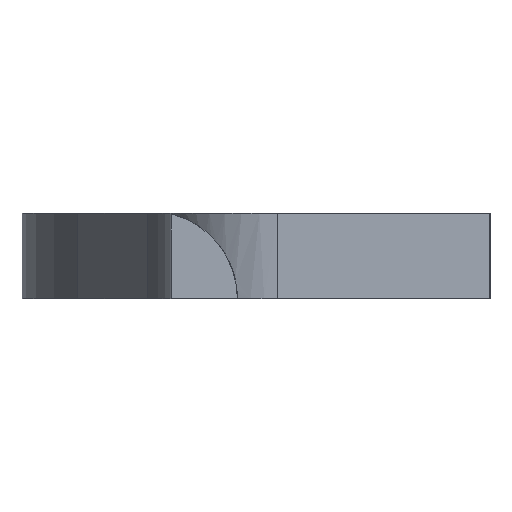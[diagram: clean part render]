
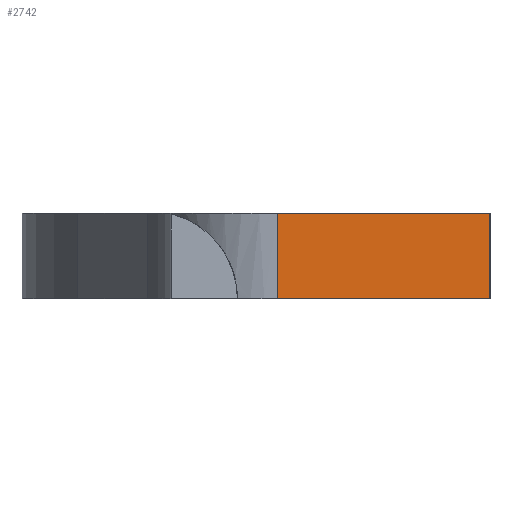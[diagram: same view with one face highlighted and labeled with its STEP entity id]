
A CAD part, left-side view. The second image highlights one B-rep face of the part: STEP entity #2742.
In plain terms, the highlighted planar face has unit normal (-1, 0, 0).
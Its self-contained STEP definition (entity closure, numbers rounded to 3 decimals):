
#44 = PLANE('',#45);
#45 = AXIS2_PLACEMENT_3D('',#46,#47,#48);
#46 = CARTESIAN_POINT('',(0.,-65.022,10.));
#47 = DIRECTION('',(0.,0.,1.));
#48 = DIRECTION('',(1.,0.,0.));
#100 = PLANE('',#101);
#101 = AXIS2_PLACEMENT_3D('',#102,#103,#104);
#102 = CARTESIAN_POINT('',(0.,-65.022,14.));
#103 = DIRECTION('',(0.,0.,1.));
#104 = DIRECTION('',(1.,0.,0.));
#128 = CYLINDRICAL_SURFACE('',#129,5.);
#129 = AXIS2_PLACEMENT_3D('',#130,#131,#132);
#130 = CARTESIAN_POINT('',(-32.2,-66.,10.));
#131 = DIRECTION('',(-0.,-0.,-1.));
#132 = DIRECTION('',(1.,0.,0.));
#263 = VERTEX_POINT('',#264);
#264 = CARTESIAN_POINT('',(-37.2,-66.,10.));
#286 = EDGE_CURVE('',#263,#287,#289,.T.);
#287 = VERTEX_POINT('',#288);
#288 = CARTESIAN_POINT('',(-37.2,-75.943,10.));
#289 = SURFACE_CURVE('',#290,(#294,#301),.PCURVE_S1.);
#290 = LINE('',#291,#292);
#291 = CARTESIAN_POINT('',(-37.2,-66.,10.));
#292 = VECTOR('',#293,1.);
#293 = DIRECTION('',(0.,-1.,0.));
#294 = PCURVE('',#44,#295);
#295 = DEFINITIONAL_REPRESENTATION('',(#296),#300);
#296 = LINE('',#297,#298);
#297 = CARTESIAN_POINT('',(-37.2,-0.978));
#298 = VECTOR('',#299,1.);
#299 = DIRECTION('',(0.,-1.));
#300 = ( GEOMETRIC_REPRESENTATION_CONTEXT(2) 
PARAMETRIC_REPRESENTATION_CONTEXT() REPRESENTATION_CONTEXT('2D SPACE',''
  ) );
#301 = PCURVE('',#302,#307);
#302 = PLANE('',#303);
#303 = AXIS2_PLACEMENT_3D('',#304,#305,#306);
#304 = CARTESIAN_POINT('',(-37.2,-66.,10.));
#305 = DIRECTION('',(1.,0.,0.));
#306 = DIRECTION('',(0.,-1.,0.));
#307 = DEFINITIONAL_REPRESENTATION('',(#308),#312);
#308 = LINE('',#309,#310);
#309 = CARTESIAN_POINT('',(0.,0.));
#310 = VECTOR('',#311,1.);
#311 = DIRECTION('',(1.,0.));
#312 = ( GEOMETRIC_REPRESENTATION_CONTEXT(2) 
PARAMETRIC_REPRESENTATION_CONTEXT() REPRESENTATION_CONTEXT('2D SPACE',''
  ) );
#330 = PLANE('',#331);
#331 = AXIS2_PLACEMENT_3D('',#332,#333,#334);
#332 = CARTESIAN_POINT('',(-37.2,-75.943,10.));
#333 = DIRECTION('',(0.,1.,0.));
#334 = DIRECTION('',(1.,0.,0.));
#1106 = VERTEX_POINT('',#1107);
#1107 = CARTESIAN_POINT('',(-37.2,-66.,14.));
#1129 = EDGE_CURVE('',#263,#1106,#1130,.T.);
#1130 = SURFACE_CURVE('',#1131,(#1135,#1142),.PCURVE_S1.);
#1131 = LINE('',#1132,#1133);
#1132 = CARTESIAN_POINT('',(-37.2,-66.,10.));
#1133 = VECTOR('',#1134,1.);
#1134 = DIRECTION('',(0.,0.,1.));
#1135 = PCURVE('',#128,#1136);
#1136 = DEFINITIONAL_REPRESENTATION('',(#1137),#1141);
#1137 = LINE('',#1138,#1139);
#1138 = CARTESIAN_POINT('',(-3.142,0.));
#1139 = VECTOR('',#1140,1.);
#1140 = DIRECTION('',(-0.,-1.));
#1141 = ( GEOMETRIC_REPRESENTATION_CONTEXT(2) 
PARAMETRIC_REPRESENTATION_CONTEXT() REPRESENTATION_CONTEXT('2D SPACE',''
  ) );
#1142 = PCURVE('',#302,#1143);
#1143 = DEFINITIONAL_REPRESENTATION('',(#1144),#1148);
#1144 = LINE('',#1145,#1146);
#1145 = CARTESIAN_POINT('',(0.,0.));
#1146 = VECTOR('',#1147,1.);
#1147 = DIRECTION('',(0.,-1.));
#1148 = ( GEOMETRIC_REPRESENTATION_CONTEXT(2) 
PARAMETRIC_REPRESENTATION_CONTEXT() REPRESENTATION_CONTEXT('2D SPACE',''
  ) );
#1156 = EDGE_CURVE('',#1106,#1157,#1159,.T.);
#1157 = VERTEX_POINT('',#1158);
#1158 = CARTESIAN_POINT('',(-37.2,-75.943,14.));
#1159 = SURFACE_CURVE('',#1160,(#1164,#1171),.PCURVE_S1.);
#1160 = LINE('',#1161,#1162);
#1161 = CARTESIAN_POINT('',(-37.2,-66.,14.));
#1162 = VECTOR('',#1163,1.);
#1163 = DIRECTION('',(0.,-1.,0.));
#1164 = PCURVE('',#100,#1165);
#1165 = DEFINITIONAL_REPRESENTATION('',(#1166),#1170);
#1166 = LINE('',#1167,#1168);
#1167 = CARTESIAN_POINT('',(-37.2,-0.978));
#1168 = VECTOR('',#1169,1.);
#1169 = DIRECTION('',(0.,-1.));
#1170 = ( GEOMETRIC_REPRESENTATION_CONTEXT(2) 
PARAMETRIC_REPRESENTATION_CONTEXT() REPRESENTATION_CONTEXT('2D SPACE',''
  ) );
#1171 = PCURVE('',#302,#1172);
#1172 = DEFINITIONAL_REPRESENTATION('',(#1173),#1177);
#1173 = LINE('',#1174,#1175);
#1174 = CARTESIAN_POINT('',(0.,-4.));
#1175 = VECTOR('',#1176,1.);
#1176 = DIRECTION('',(1.,0.));
#1177 = ( GEOMETRIC_REPRESENTATION_CONTEXT(2) 
PARAMETRIC_REPRESENTATION_CONTEXT() REPRESENTATION_CONTEXT('2D SPACE',''
  ) );
#2719 = EDGE_CURVE('',#287,#1157,#2720,.T.);
#2720 = SURFACE_CURVE('',#2721,(#2725,#2732),.PCURVE_S1.);
#2721 = LINE('',#2722,#2723);
#2722 = CARTESIAN_POINT('',(-37.2,-75.943,10.));
#2723 = VECTOR('',#2724,1.);
#2724 = DIRECTION('',(0.,0.,1.));
#2725 = PCURVE('',#330,#2726);
#2726 = DEFINITIONAL_REPRESENTATION('',(#2727),#2731);
#2727 = LINE('',#2728,#2729);
#2728 = CARTESIAN_POINT('',(0.,0.));
#2729 = VECTOR('',#2730,1.);
#2730 = DIRECTION('',(0.,-1.));
#2731 = ( GEOMETRIC_REPRESENTATION_CONTEXT(2) 
PARAMETRIC_REPRESENTATION_CONTEXT() REPRESENTATION_CONTEXT('2D SPACE',''
  ) );
#2732 = PCURVE('',#302,#2733);
#2733 = DEFINITIONAL_REPRESENTATION('',(#2734),#2738);
#2734 = LINE('',#2735,#2736);
#2735 = CARTESIAN_POINT('',(9.943,0.));
#2736 = VECTOR('',#2737,1.);
#2737 = DIRECTION('',(0.,-1.));
#2738 = ( GEOMETRIC_REPRESENTATION_CONTEXT(2) 
PARAMETRIC_REPRESENTATION_CONTEXT() REPRESENTATION_CONTEXT('2D SPACE',''
  ) );
#2742 = ADVANCED_FACE('',(#2743),#302,.F.);
#2743 = FACE_BOUND('',#2744,.F.);
#2744 = EDGE_LOOP('',(#2745,#2746,#2747,#2748));
#2745 = ORIENTED_EDGE('',*,*,#1129,.T.);
#2746 = ORIENTED_EDGE('',*,*,#1156,.T.);
#2747 = ORIENTED_EDGE('',*,*,#2719,.F.);
#2748 = ORIENTED_EDGE('',*,*,#286,.F.);
